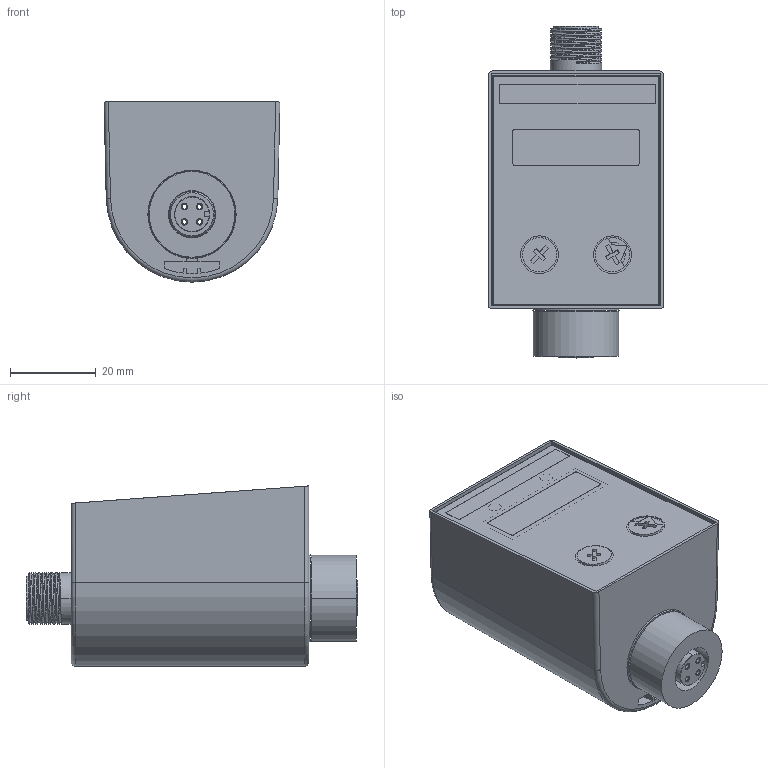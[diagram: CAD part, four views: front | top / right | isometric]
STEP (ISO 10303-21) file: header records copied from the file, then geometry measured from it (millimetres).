
FILE_DESCRIPTION(('STEP AP242'),'1');
FILE_NAME('pressure_sensor_zmlpa1n2sh.stp','2021-09-26T10:40:40',('TraceParts'),('TraceParts S.A.'),'Spatial InterOp 3D',' ',' ');
FILE_SCHEMA(('AP242_MANAGED_MODEL_BASED_3D_ENGINEERING_MIM_LF {1 0 10303 442 1 1 4}'));
Length unit declared in the file: millimetre
Products named in the file (1): pressure_sensor_zmlpa1n2sh_1
Bounding box: 41 x 77.35 x 42 mm (x, y, z)
Volume: 33520.4 mm3; surface area: 31406 mm2
Topology: 8 solids, 8 shells, 336 faces, 848 edges, 557 vertices
Faces by surface type: plane 149, cylinder 140, cone 29, torus 10, bspline 6, sphere 2
Entity records: 11797 total; most frequent: CARTESIAN_POINT 3409, DIRECTION 1799, ORIENTED_EDGE 1696, EDGE_CURVE 848, AXIS2_PLACEMENT_3D 664, VERTEX_POINT 557, LINE 471, VECTOR 471
